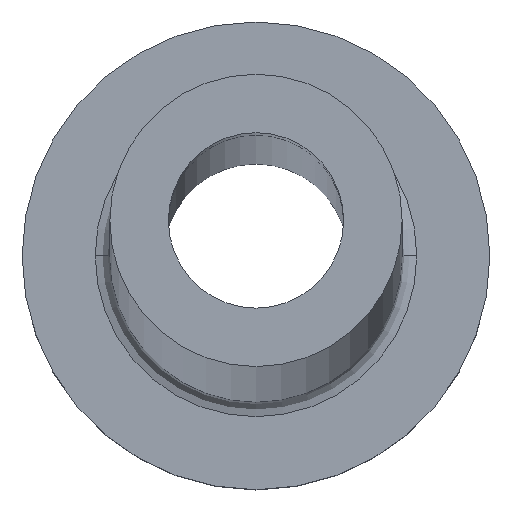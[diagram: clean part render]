
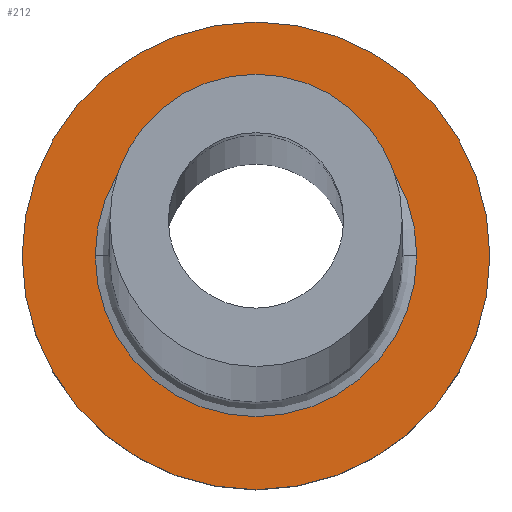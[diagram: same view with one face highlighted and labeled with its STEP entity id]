
A CAD part, top view. The second image highlights one B-rep face of the part: STEP entity #212.
In plain terms, the highlighted planar face has unit normal (0, 0, 1).
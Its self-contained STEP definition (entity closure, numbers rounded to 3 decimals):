
#7 = AXIS2_PLACEMENT_3D ( 'NONE', #39, #359, #182 ) ;
#21 = AXIS2_PLACEMENT_3D ( 'NONE', #255, #187, #334 ) ;
#25 = VERTEX_POINT ( 'NONE', #417 ) ;
#39 = CARTESIAN_POINT ( 'NONE',  ( 0., 0., 5. ) ) ;
#51 = AXIS2_PLACEMENT_3D ( 'NONE', #414, #162, #155 ) ;
#59 = EDGE_CURVE ( 'NONE', #137, #104, #168, .T. ) ;
#73 = CIRCLE ( 'NONE', #413, 5.5 ) ;
#74 = CARTESIAN_POINT ( 'NONE',  ( -5.5, 0., 5. ) ) ;
#77 = DIRECTION ( 'NONE',  ( 0., 0., -1. ) ) ;
#96 = FACE_BOUND ( 'NONE', #400, .T. ) ;
#104 = VERTEX_POINT ( 'NONE', #160 ) ;
#109 = ORIENTED_EDGE ( 'NONE', *, *, #59, .T. ) ;
#128 = CARTESIAN_POINT ( 'NONE',  ( 8., 0., 5. ) ) ;
#137 = VERTEX_POINT ( 'NONE', #128 ) ;
#155 = DIRECTION ( 'NONE',  ( 1., 0., 0. ) ) ;
#160 = CARTESIAN_POINT ( 'NONE',  ( -8., 0., 5. ) ) ;
#162 = DIRECTION ( 'NONE',  ( 0., 0., 1. ) ) ;
#168 = CIRCLE ( 'NONE', #51, 8. ) ;
#170 = ORIENTED_EDGE ( 'NONE', *, *, #426, .T. ) ;
#173 = CARTESIAN_POINT ( 'NONE',  ( 0., 0., 5. ) ) ;
#175 = DIRECTION ( 'NONE',  ( 1., 0., 0. ) ) ;
#182 = DIRECTION ( 'NONE',  ( 1., 0., 0. ) ) ;
#187 = DIRECTION ( 'NONE',  ( 0., 0., -1. ) ) ;
#191 = ORIENTED_EDGE ( 'NONE', *, *, #380, .T. ) ;
#194 = CIRCLE ( 'NONE', #21, 5.5 ) ;
#205 = CIRCLE ( 'NONE', #7, 8. ) ;
#212 = ADVANCED_FACE ( 'NONE', ( #96, #348 ), #454, .T. ) ;
#255 = CARTESIAN_POINT ( 'NONE',  ( 0., 0., 5. ) ) ;
#262 = CARTESIAN_POINT ( 'NONE',  ( 0., 0., 5. ) ) ;
#281 = DIRECTION ( 'NONE',  ( 0., 0., 1. ) ) ;
#283 = ORIENTED_EDGE ( 'NONE', *, *, #377, .T. ) ;
#284 = AXIS2_PLACEMENT_3D ( 'NONE', #173, #281, #322 ) ;
#322 = DIRECTION ( 'NONE',  ( 1., 0., 0. ) ) ;
#334 = DIRECTION ( 'NONE',  ( 1., 0., 0. ) ) ;
#348 = FACE_OUTER_BOUND ( 'NONE', #371, .T. ) ;
#359 = DIRECTION ( 'NONE',  ( 0., 0., 1. ) ) ;
#371 = EDGE_LOOP ( 'NONE', ( #191, #109 ) ) ;
#377 = EDGE_CURVE ( 'NONE', #406, #25, #73, .T. ) ;
#380 = EDGE_CURVE ( 'NONE', #104, #137, #205, .T. ) ;
#400 = EDGE_LOOP ( 'NONE', ( #170, #283 ) ) ;
#406 = VERTEX_POINT ( 'NONE', #74 ) ;
#413 = AXIS2_PLACEMENT_3D ( 'NONE', #262, #77, #175 ) ;
#414 = CARTESIAN_POINT ( 'NONE',  ( 0., 0., 5. ) ) ;
#417 = CARTESIAN_POINT ( 'NONE',  ( 5.5, 0., 5. ) ) ;
#426 = EDGE_CURVE ( 'NONE', #25, #406, #194, .T. ) ;
#454 = PLANE ( 'NONE',  #284 ) ;
